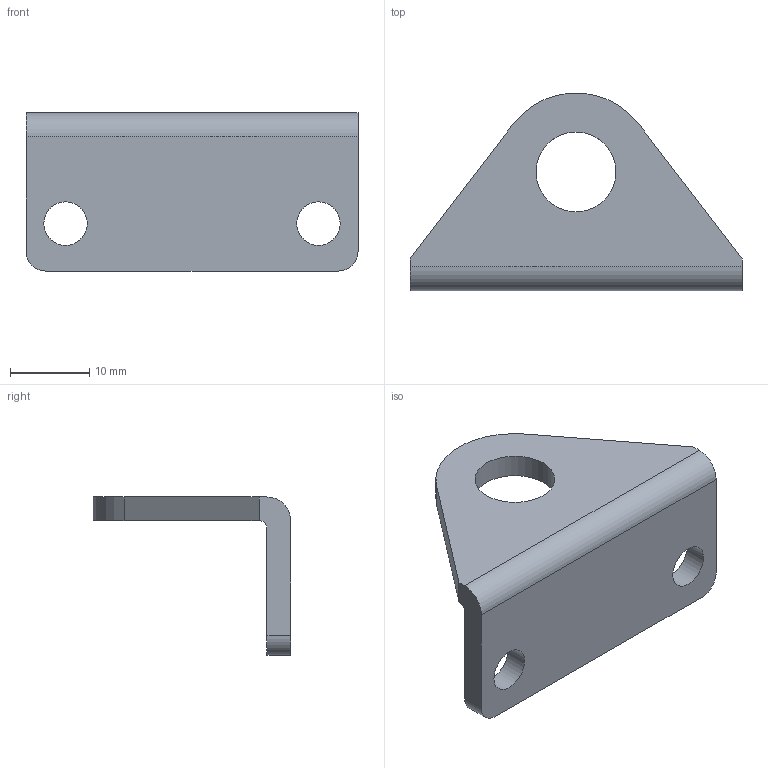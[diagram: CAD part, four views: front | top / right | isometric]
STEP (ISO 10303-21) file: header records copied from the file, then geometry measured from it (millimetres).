
FILE_DESCRIPTION(/* description */ ('STEP AP214'),/* implementation_level */ '2;1');
FILE_NAME(/* name */ '8148808_HBN-S-12_16X1-F1A',/* time_stamp */ '2024-08-29T02:13:02+02:00',/* author */ ('License CC BY-ND 4.0'),/* organization */ ('CADENAS'),/* preprocessor_version */ 'ST-DEVELOPER v19.3',/* originating_system */ 'PARTsolutions',/* authorisation */ ' ');
FILE_SCHEMA (('AUTOMOTIVE_DESIGN {1 0 10303 214 3 1 1}'));
Length unit declared in the file: millimetre
Products named in the file (2): 8148808 HBN-S-12/16X1-F1A---(0); 8148808 HBN-S-12/16X1-F1A---(1)
Assembly tree (1 placements, depth 2):
  8148808 HBN-S-12/16X1-F1A---(0)
    8148808 HBN-S-12/16X1-F1A---(1)
Bounding box: 42 x 24.97 x 20 mm (x, y, z)
Volume: 3796.2 mm3; surface area: 3131.8 mm2
Topology: 1 solids, 1 shells, 17 faces, 43 edges, 28 vertices
Faces by surface type: plane 9, cylinder 8
Full cylindrical faces by diameter (mm): 5.5 x2, 10.1 x1
Entity records: 563 total; most frequent: DIRECTION 94, CARTESIAN_POINT 87, ORIENTED_EDGE 80, EDGE_CURVE 40, AXIS2_PLACEMENT_3D 35, VERTEX_POINT 28, EDGE_LOOP 26, FACE_BOUND 26
